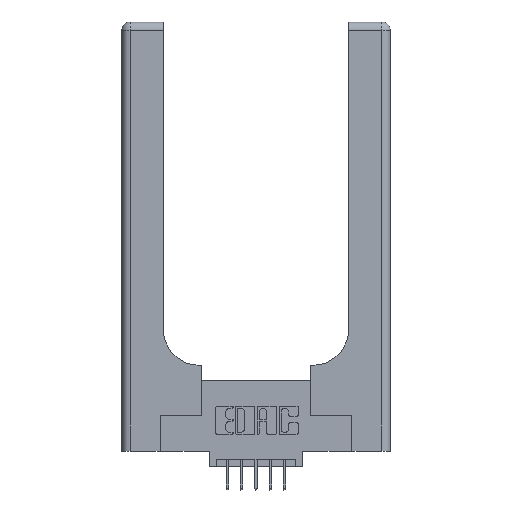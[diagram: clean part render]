
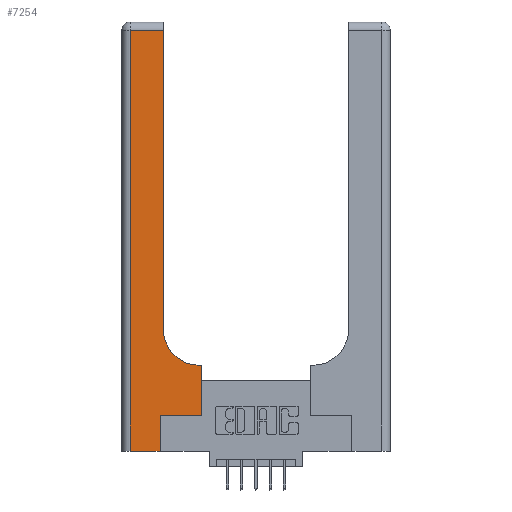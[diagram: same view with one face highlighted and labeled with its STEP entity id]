
A CAD part, top view. The second image highlights one B-rep face of the part: STEP entity #7254.
In plain terms, the highlighted planar face has unit normal (0, 0, 1).
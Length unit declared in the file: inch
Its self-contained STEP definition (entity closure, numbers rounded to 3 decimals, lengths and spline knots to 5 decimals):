
#154 = EDGE_CURVE ( 'NONE', #12469, #5237, #8715, .T. ) ;
#291 = CARTESIAN_POINT ( 'NONE',  ( 0.5415, 0.85, 0.37 ) ) ;
#422 = DIRECTION ( 'NONE',  ( 0., -1., 0. ) ) ;
#440 = AXIS2_PLACEMENT_3D ( 'NONE', #6587, #13057, #1026 ) ;
#571 = ORIENTED_EDGE ( 'NONE', *, *, #10213, .T. ) ;
#600 = ORIENTED_EDGE ( 'NONE', *, *, #5371, .T. ) ;
#842 = CARTESIAN_POINT ( 'NONE',  ( 0.06, 0., 0.37 ) ) ;
#963 = VERTEX_POINT ( 'NONE', #11682 ) ;
#1004 = ORIENTED_EDGE ( 'NONE', *, *, #1529, .T. ) ;
#1026 = DIRECTION ( 'NONE',  ( -1., 0., 0. ) ) ;
#1082 = EDGE_CURVE ( 'NONE', #5237, #12311, #3385, .T. ) ;
#1304 = DIRECTION ( 'NONE',  ( 1., 0., 0. ) ) ;
#1431 = ORIENTED_EDGE ( 'NONE', *, *, #1082, .T. ) ;
#1444 = EDGE_LOOP ( 'NONE', ( #12811, #600, #571, #1004, #8559, #3210, #12635, #8801, #1431 ) ) ;
#1505 = VECTOR ( 'NONE', #5631, 39.37008 ) ;
#1529 = EDGE_CURVE ( 'NONE', #8535, #12989, #2679, .T. ) ;
#1762 = CARTESIAN_POINT ( 'NONE',  ( 0.2915, 3., 0.37 ) ) ;
#2149 = VERTEX_POINT ( 'NONE', #10850 ) ;
#2166 = VECTOR ( 'NONE', #8706, 39.37008 ) ;
#2211 = DIRECTION ( 'NONE',  ( 1., 0., 0. ) ) ;
#2235 = VERTEX_POINT ( 'NONE', #13249 ) ;
#2505 = VERTEX_POINT ( 'NONE', #9648 ) ;
#2679 = LINE ( 'NONE', #7906, #7335 ) ;
#2848 = DIRECTION ( 'NONE',  ( -1., 0., 0. ) ) ;
#2903 = CARTESIAN_POINT ( 'NONE',  ( 0.5415, 0.6, 0.37 ) ) ;
#3068 = CARTESIAN_POINT ( 'NONE',  ( 0.5585, 0.25, 0.37 ) ) ;
#3210 = ORIENTED_EDGE ( 'NONE', *, *, #13941, .T. ) ;
#3329 = CARTESIAN_POINT ( 'NONE',  ( 0., 2.94, 0.37 ) ) ;
#3385 = CIRCLE ( 'NONE', #3442, 0.25 ) ;
#3442 = AXIS2_PLACEMENT_3D ( 'NONE', #291, #4380, #2211 ) ;
#4093 = VECTOR ( 'NONE', #2848, 39.37008 ) ;
#4294 = PLANE ( 'NONE',  #440 ) ;
#4380 = DIRECTION ( 'NONE',  ( 0., 0., -1. ) ) ;
#4513 = VECTOR ( 'NONE', #10458, 39.37008 ) ;
#5106 = LINE ( 'NONE', #3068, #2166 ) ;
#5160 = CARTESIAN_POINT ( 'NONE',  ( 0.269, 0., 0.37 ) ) ;
#5237 = VERTEX_POINT ( 'NONE', #2903 ) ;
#5371 = EDGE_CURVE ( 'NONE', #2149, #2235, #10530, .T. ) ;
#5631 = DIRECTION ( 'NONE',  ( -1., 0., 0. ) ) ;
#6260 = LINE ( 'NONE', #5160, #10946 ) ;
#6587 = CARTESIAN_POINT ( 'NONE',  ( 0., 3., 0.37 ) ) ;
#6761 = CARTESIAN_POINT ( 'NONE',  ( 0.269, 0., 0.37 ) ) ;
#7178 = EDGE_CURVE ( 'NONE', #12311, #2149, #8404, .T. ) ;
#7254 = ADVANCED_FACE ( 'NONE', ( #11406 ), #4294, .F. ) ;
#7335 = VECTOR ( 'NONE', #1304, 39.37008 ) ;
#7592 = DIRECTION ( 'NONE',  ( 0., 1., 0. ) ) ;
#7836 = CARTESIAN_POINT ( 'NONE',  ( 0.5585, 0.6, 0.37 ) ) ;
#7906 = CARTESIAN_POINT ( 'NONE',  ( 0., 0., 0.37 ) ) ;
#8404 = LINE ( 'NONE', #1762, #4513 ) ;
#8535 = VERTEX_POINT ( 'NONE', #842 ) ;
#8559 = ORIENTED_EDGE ( 'NONE', *, *, #12781, .T. ) ;
#8706 = DIRECTION ( 'NONE',  ( 0., 1., 0. ) ) ;
#8715 = LINE ( 'NONE', #13883, #4093 ) ;
#8801 = ORIENTED_EDGE ( 'NONE', *, *, #154, .T. ) ;
#9022 = LINE ( 'NONE', #12606, #12015 ) ;
#9349 = VECTOR ( 'NONE', #13976, 39.37008 ) ;
#9648 = CARTESIAN_POINT ( 'NONE',  ( 0.269, 0.25, 0.37 ) ) ;
#10213 = EDGE_CURVE ( 'NONE', #2235, #8535, #9022, .T. ) ;
#10458 = DIRECTION ( 'NONE',  ( 0., 1., 0. ) ) ;
#10530 = LINE ( 'NONE', #3329, #1505 ) ;
#10850 = CARTESIAN_POINT ( 'NONE',  ( 0.2915, 2.94, 0.37 ) ) ;
#10946 = VECTOR ( 'NONE', #7592, 39.37008 ) ;
#11406 = FACE_OUTER_BOUND ( 'NONE', #1444, .T. ) ;
#11682 = CARTESIAN_POINT ( 'NONE',  ( 0.5585, 0.25, 0.37 ) ) ;
#11768 = CARTESIAN_POINT ( 'NONE',  ( 0.269, 0.25, 0.37 ) ) ;
#12015 = VECTOR ( 'NONE', #422, 39.37008 ) ;
#12167 = LINE ( 'NONE', #11768, #9349 ) ;
#12311 = VERTEX_POINT ( 'NONE', #14213 ) ;
#12469 = VERTEX_POINT ( 'NONE', #7836 ) ;
#12606 = CARTESIAN_POINT ( 'NONE',  ( 0.06, 3., 0.37 ) ) ;
#12635 = ORIENTED_EDGE ( 'NONE', *, *, #13443, .T. ) ;
#12781 = EDGE_CURVE ( 'NONE', #12989, #2505, #6260, .T. ) ;
#12811 = ORIENTED_EDGE ( 'NONE', *, *, #7178, .T. ) ;
#12989 = VERTEX_POINT ( 'NONE', #6761 ) ;
#13057 = DIRECTION ( 'NONE',  ( 0., 0., -1. ) ) ;
#13249 = CARTESIAN_POINT ( 'NONE',  ( 0.06, 2.94, 0.37 ) ) ;
#13443 = EDGE_CURVE ( 'NONE', #963, #12469, #5106, .T. ) ;
#13883 = CARTESIAN_POINT ( 'NONE',  ( 0.2915, 0.6, 0.37 ) ) ;
#13941 = EDGE_CURVE ( 'NONE', #2505, #963, #12167, .T. ) ;
#13976 = DIRECTION ( 'NONE',  ( 1., 0., 0. ) ) ;
#14213 = CARTESIAN_POINT ( 'NONE',  ( 0.2915, 0.85, 0.37 ) ) ;
